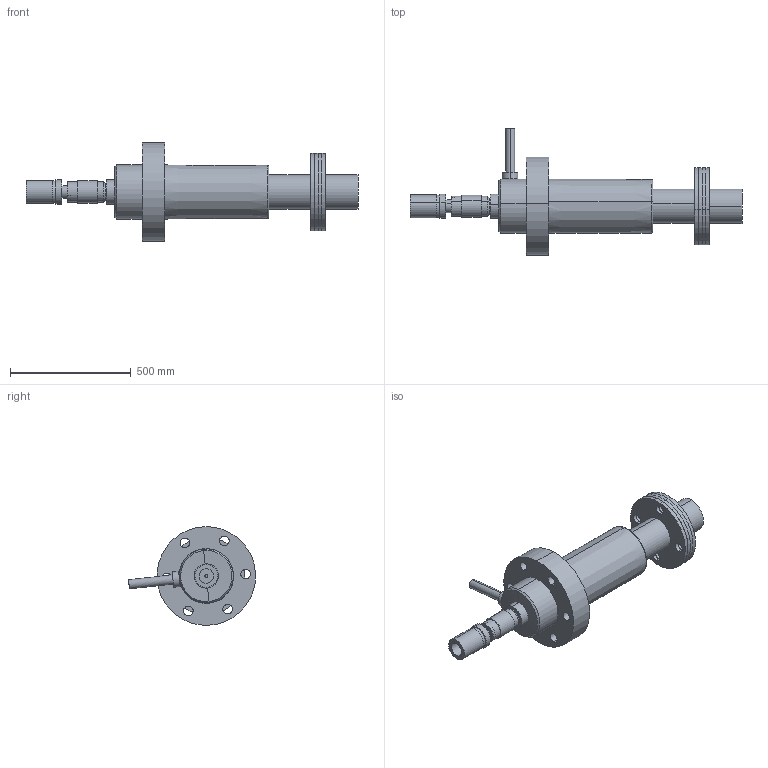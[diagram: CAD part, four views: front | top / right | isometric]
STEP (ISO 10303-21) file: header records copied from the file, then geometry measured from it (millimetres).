
FILE_DESCRIPTION (( 'STEP AP203' ), '1' );
FILE_NAME ('Assem1.STEP', '2025-07-31T18:01:33', ( '' ), ( '' ), 'SwSTEP 2.0', 'SolidWorks 2023', '' );
FILE_SCHEMA (( 'CONFIG_CONTROL_DESIGN' ));
Length unit declared in the file: millimetre
Products named in the file (18): Injector; Cathode Bracket; Compression Spring Part 1; Cathode; Flange 1; Flnge 3; Anode Nozzle; Flange 2; Reak Casing; Front Housing; Compression Spring Part 2; Isolator 4; Gas Inlet; Isolator 1; Isolator 2; Flange 4; Assem1; Flange Double
Assembly tree (17 placements, depth 2):
  Assem1
    Anode Nozzle
    Injector
    Isolator 4
    Cathode
    Front Housing
    Flange 1
    Flange 2
    Flange 4
    Flnge 3
    Compression Spring Part 1
    Compression Spring Part 2
    Reak Casing
    Cathode Bracket
    Isolator 1
    Isolator 2
    Flange Double
    Gas Inlet
Bounding box: 1374.3 x 526.2 x 407.86 mm (x, y, z)
Volume: 36980266.9 mm3; surface area: 3121854.3 mm2
Topology: 24 solids, 24 shells, 326 faces, 698 edges, 443 vertices
Faces by surface type: cylinder 194, plane 72, torus 36, cone 24
Entity records: 11285 total; most frequent: DIRECTION 1858, CARTESIAN_POINT 1678, ORIENTED_EDGE 1392, AXIS2_PLACEMENT_3D 820, EDGE_CURVE 696, CIRCLE 474, VERTEX_POINT 443, EDGE_LOOP 443
